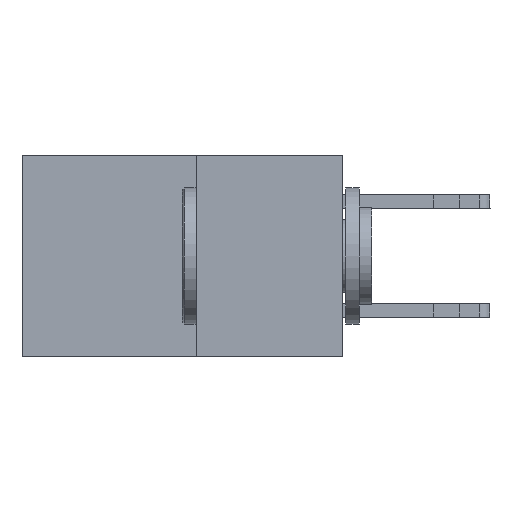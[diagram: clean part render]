
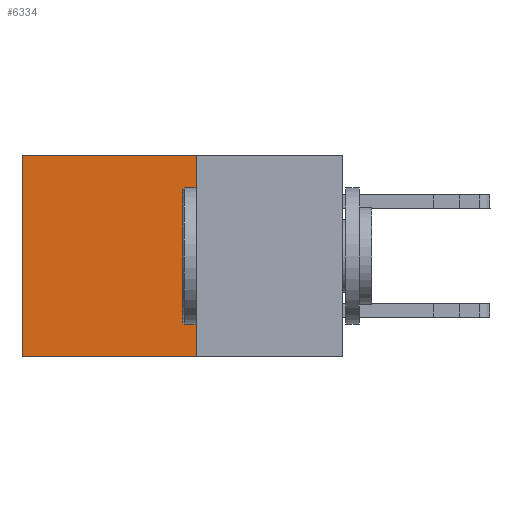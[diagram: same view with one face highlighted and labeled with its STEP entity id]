
A CAD part, left-side view. The second image highlights one B-rep face of the part: STEP entity #6334.
In plain terms, the highlighted planar face has unit normal (-1, 0, 0).
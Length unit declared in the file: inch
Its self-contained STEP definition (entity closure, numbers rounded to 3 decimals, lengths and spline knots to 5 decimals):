
#348 = VECTOR ( 'NONE', #8429, 39.37008 ) ;
#2240 = ORIENTED_EDGE ( 'NONE', *, *, #10193, .T. ) ;
#2363 = ORIENTED_EDGE ( 'NONE', *, *, #4647, .F. ) ;
#2542 = CARTESIAN_POINT ( 'NONE',  ( 0.277, 0.59, 0. ) ) ;
#2745 = ORIENTED_EDGE ( 'NONE', *, *, #18857, .F. ) ;
#2848 = ORIENTED_EDGE ( 'NONE', *, *, #11015, .T. ) ;
#3042 = CARTESIAN_POINT ( 'NONE',  ( 0.277, 0.27, 0. ) ) ;
#4376 = CARTESIAN_POINT ( 'NONE',  ( 0.277, 0.27, 0. ) ) ;
#4647 = EDGE_CURVE ( 'NONE', #19496, #19622, #5115, .T. ) ;
#5115 = LINE ( 'NONE', #8894, #348 ) ;
#6334 = ADVANCED_FACE ( 'NONE', ( #7698 ), #11808, .F. ) ;
#7197 = LINE ( 'NONE', #13443, #14833 ) ;
#7238 = LINE ( 'NONE', #18084, #14874 ) ;
#7698 = FACE_OUTER_BOUND ( 'NONE', #15068, .T. ) ;
#8429 = DIRECTION ( 'NONE',  ( 0., 1., 0. ) ) ;
#8438 = VERTEX_POINT ( 'NONE', #3042 ) ;
#8894 = CARTESIAN_POINT ( 'NONE',  ( 0.277, 0.27, -0.37 ) ) ;
#9227 = AXIS2_PLACEMENT_3D ( 'NONE', #11653, #11633, #11584 ) ;
#9767 = LINE ( 'NONE', #4376, #17372 ) ;
#10193 = EDGE_CURVE ( 'NONE', #15898, #19622, #7197, .T. ) ;
#11015 = EDGE_CURVE ( 'NONE', #8438, #15898, #9767, .T. ) ;
#11584 = DIRECTION ( 'NONE',  ( 0., 0., -1. ) ) ;
#11633 = DIRECTION ( 'NONE',  ( 1., 0., 0. ) ) ;
#11653 = CARTESIAN_POINT ( 'NONE',  ( 0.277, 0.27, -0.37 ) ) ;
#11808 = PLANE ( 'NONE',  #9227 ) ;
#13443 = CARTESIAN_POINT ( 'NONE',  ( 0.277, 0.59, -0.37 ) ) ;
#14833 = VECTOR ( 'NONE', #16447, 39.37008 ) ;
#14874 = VECTOR ( 'NONE', #19559, 39.37008 ) ;
#15068 = EDGE_LOOP ( 'NONE', ( #2240, #2363, #2745, #2848 ) ) ;
#15071 = DIRECTION ( 'NONE',  ( 0., 1., 0. ) ) ;
#15898 = VERTEX_POINT ( 'NONE', #2542 ) ;
#16447 = DIRECTION ( 'NONE',  ( 0., 0., -1. ) ) ;
#17372 = VECTOR ( 'NONE', #15071, 39.37008 ) ;
#17822 = CARTESIAN_POINT ( 'NONE',  ( 0.277, 0.59, -0.37 ) ) ;
#18084 = CARTESIAN_POINT ( 'NONE',  ( 0.277, 0.27, -0.37 ) ) ;
#18857 = EDGE_CURVE ( 'NONE', #8438, #19496, #7238, .T. ) ;
#19035 = CARTESIAN_POINT ( 'NONE',  ( 0.277, 0.27, -0.37 ) ) ;
#19496 = VERTEX_POINT ( 'NONE', #19035 ) ;
#19559 = DIRECTION ( 'NONE',  ( 0., 0., -1. ) ) ;
#19622 = VERTEX_POINT ( 'NONE', #17822 ) ;
